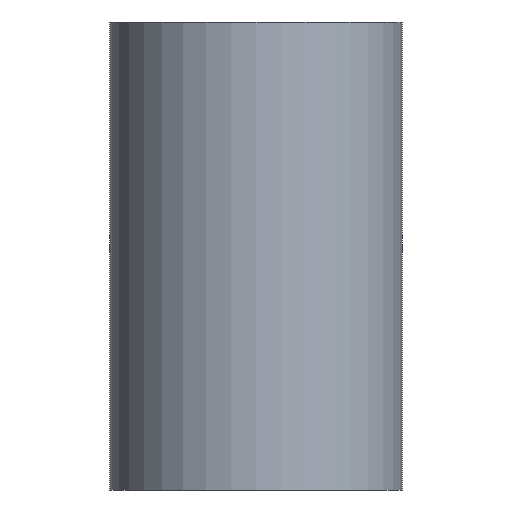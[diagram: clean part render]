
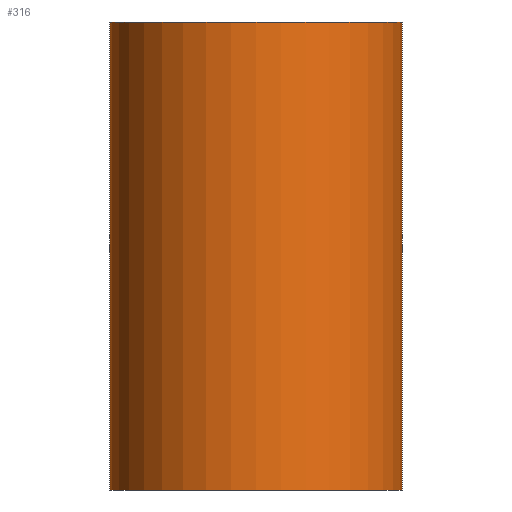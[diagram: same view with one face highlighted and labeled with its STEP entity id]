
A CAD part, front view. The second image highlights one B-rep face of the part: STEP entity #316.
In plain terms, the highlighted cylindrical face has radius 7.938 mm (diameter 15.875 mm), a partial arc.
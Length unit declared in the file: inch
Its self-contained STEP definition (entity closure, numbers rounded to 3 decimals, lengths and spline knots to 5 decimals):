
#5 = EDGE_CURVE ( 'NONE', #61, #50, #76, .T. ) ;
#6 = VECTOR ( 'NONE', #99, 39.37008 ) ;
#13 = DIRECTION ( 'NONE',  ( 0., 0., -1. ) ) ;
#17 = CIRCLE ( 'NONE', #215, 0.3125 ) ;
#30 = CARTESIAN_POINT ( 'NONE',  ( 0., 0., -0.5 ) ) ;
#36 = CARTESIAN_POINT ( 'NONE',  ( 0.3125, 0., 0.5 ) ) ;
#50 = VERTEX_POINT ( 'NONE', #173 ) ;
#51 = DIRECTION ( 'NONE',  ( 0., 0., 1. ) ) ;
#55 = VERTEX_POINT ( 'NONE', #288 ) ;
#61 = VERTEX_POINT ( 'NONE', #238 ) ;
#74 = CARTESIAN_POINT ( 'NONE',  ( -0.3125, 0., 0.5 ) ) ;
#76 = CIRCLE ( 'NONE', #174, 0.3125 ) ;
#79 = ORIENTED_EDGE ( 'NONE', *, *, #130, .F. ) ;
#81 = ORIENTED_EDGE ( 'NONE', *, *, #165, .T. ) ;
#91 = DIRECTION ( 'NONE',  ( 0., 0., -1. ) ) ;
#99 = DIRECTION ( 'NONE',  ( 0., 0., -1. ) ) ;
#117 = DIRECTION ( 'NONE',  ( 0., 0., 1. ) ) ;
#130 = EDGE_CURVE ( 'NONE', #55, #195, #17, .T. ) ;
#140 = CARTESIAN_POINT ( 'NONE',  ( 0.3125, 0., 0.5 ) ) ;
#152 = CARTESIAN_POINT ( 'NONE',  ( 0., 0., 0.5 ) ) ;
#165 = EDGE_CURVE ( 'NONE', #55, #61, #178, .T. ) ;
#170 = FACE_OUTER_BOUND ( 'NONE', #187, .T. ) ;
#173 = CARTESIAN_POINT ( 'NONE',  ( 0.3125, 0., -0.5 ) ) ;
#174 = AXIS2_PLACEMENT_3D ( 'NONE', #30, #117, #341 ) ;
#175 = CYLINDRICAL_SURFACE ( 'NONE', #333, 0.3125 ) ;
#178 = LINE ( 'NONE', #74, #6 ) ;
#187 = EDGE_LOOP ( 'NONE', ( #307, #79, #81, #259 ) ) ;
#195 = VERTEX_POINT ( 'NONE', #140 ) ;
#210 = DIRECTION ( 'NONE',  ( 1., 0., 0. ) ) ;
#215 = AXIS2_PLACEMENT_3D ( 'NONE', #301, #51, #210 ) ;
#220 = VECTOR ( 'NONE', #13, 39.37008 ) ;
#233 = LINE ( 'NONE', #36, #220 ) ;
#238 = CARTESIAN_POINT ( 'NONE',  ( -0.3125, 0., -0.5 ) ) ;
#244 = EDGE_CURVE ( 'NONE', #195, #50, #233, .T. ) ;
#259 = ORIENTED_EDGE ( 'NONE', *, *, #5, .T. ) ;
#266 = DIRECTION ( 'NONE',  ( -1., 0., 0. ) ) ;
#288 = CARTESIAN_POINT ( 'NONE',  ( -0.3125, 0., 0.5 ) ) ;
#301 = CARTESIAN_POINT ( 'NONE',  ( 0., 0., 0.5 ) ) ;
#307 = ORIENTED_EDGE ( 'NONE', *, *, #244, .F. ) ;
#316 = ADVANCED_FACE ( 'NONE', ( #170 ), #175, .T. ) ;
#333 = AXIS2_PLACEMENT_3D ( 'NONE', #152, #91, #266 ) ;
#341 = DIRECTION ( 'NONE',  ( 1., 0., 0. ) ) ;
